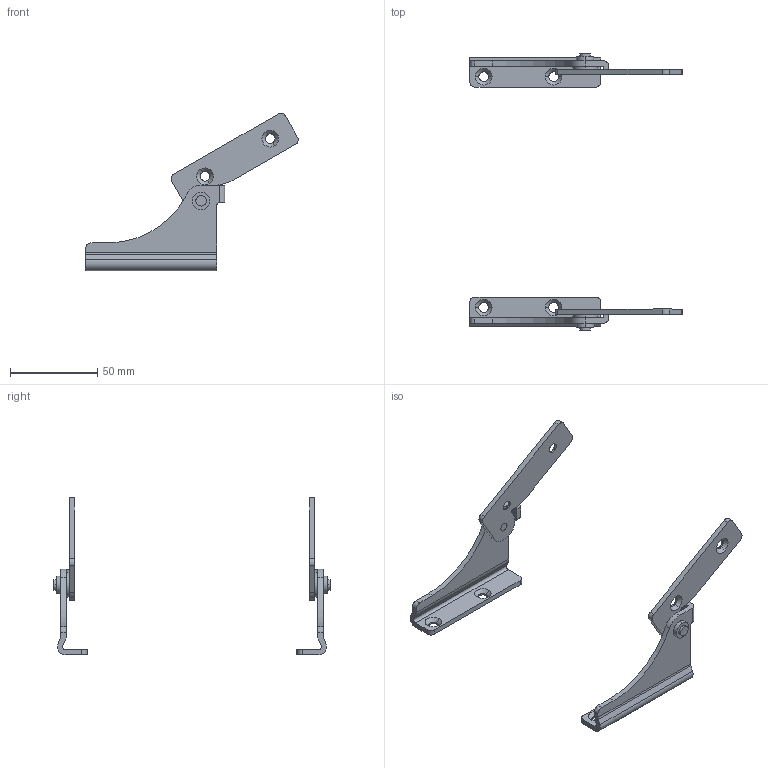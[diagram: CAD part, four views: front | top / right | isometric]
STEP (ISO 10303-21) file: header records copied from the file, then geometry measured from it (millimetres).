
FILE_DESCRIPTION (( 'STEP AP203' ), '1' );
FILE_NAME ('B-1117.STEP', '2009-02-26T01:12:55', ( ' ' ), ( ' ' ), 'SwSTEP 2.0', 'SolidWorks 2007', '' );
FILE_SCHEMA (( 'CONFIG_CONTROL_DESIGN' ));
Length unit declared in the file: millimetre
Products named in the file (8): B-1117僸儞僕A__棉太倌; B-1117ヒンジB__B; B-1117; B-1117僸儞僕C__棉太倌; B-1117儚僢僔儍乕A__棉太倌; B-1117僔儍僼僩__棉太倌; B-1117儚僢僔儍乕B__棉太倌; B-1117ヒンジB__A
Assembly tree (10 placements, depth 2):
  B-1117
    B-1117僸儞僕A__棉太倌
    B-1117僔儍僼僩__棉太倌  x2
    B-1117ヒンジB__B
    B-1117僸儞僕C__棉太倌
    B-1117儚僢僔儍乕B__棉太倌  x2
    B-1117ヒンジB__A
    B-1117儚僢僔儍乕A__棉太倌  x2
Bounding box: 121.56 x 158 x 90.09 mm (x, y, z)
Volume: 28819.3 mm3; surface area: 23619.3 mm2
Topology: 10 solids, 10 shells, 162 faces, 400 edges, 260 vertices
Faces by surface type: cylinder 88, plane 58, cone 16
Entity records: 5368 total; most frequent: DIRECTION 844, CARTESIAN_POINT 756, ORIENTED_EDGE 728, EDGE_CURVE 364, AXIS2_PLACEMENT_3D 324, VERTEX_POINT 236, VECTOR 196, LINE 196
